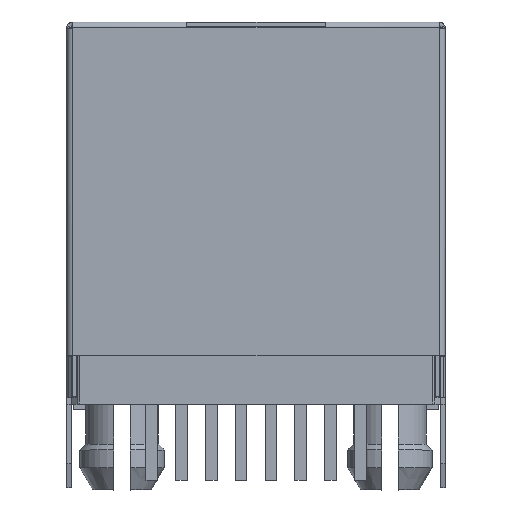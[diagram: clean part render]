
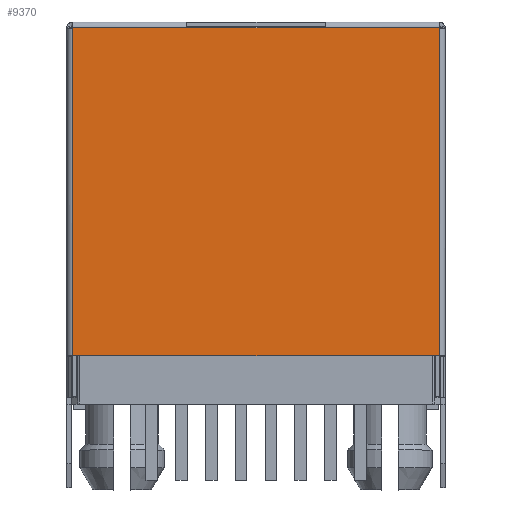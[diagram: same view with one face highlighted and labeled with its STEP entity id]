
A CAD part, top view. The second image highlights one B-rep face of the part: STEP entity #9370.
In plain terms, the highlighted planar face has unit normal (0, 0, 1).
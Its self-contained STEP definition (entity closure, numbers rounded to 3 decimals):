
#32 = DIRECTION ( 'NONE',  ( 1., 0., 0. ) ) ;
#95 = VECTOR ( 'NONE', #3995, 1000. ) ;
#444 = CARTESIAN_POINT ( 'NONE',  ( 0., 0., 8.35 ) ) ;
#638 = DIRECTION ( 'NONE',  ( 0., -1., 0. ) ) ;
#995 = ORIENTED_EDGE ( 'NONE', *, *, #9085, .T. ) ;
#1168 = PLANE ( 'NONE',  #10246 ) ;
#2484 = VECTOR ( 'NONE', #8522, 1000. ) ;
#2793 = VERTEX_POINT ( 'NONE', #5279 ) ;
#2915 = LINE ( 'NONE', #3194, #7976 ) ;
#2989 = VERTEX_POINT ( 'NONE', #7445 ) ;
#3194 = CARTESIAN_POINT ( 'NONE',  ( -7.825, -0.25, 8.35 ) ) ;
#3384 = LINE ( 'NONE', #7611, #7924 ) ;
#3576 = CARTESIAN_POINT ( 'NONE',  ( -2.95, -0.25, 8.35 ) ) ;
#3696 = DIRECTION ( 'NONE',  ( 0., 0., -1. ) ) ;
#3839 = LINE ( 'NONE', #5667, #8638 ) ;
#3995 = DIRECTION ( 'NONE',  ( -1., 0., 0. ) ) ;
#4073 = CARTESIAN_POINT ( 'NONE',  ( 8.075, -14.25, 8.35 ) ) ;
#4243 = CARTESIAN_POINT ( 'NONE',  ( 2.95, -0.25, 8.35 ) ) ;
#5277 = DIRECTION ( 'NONE',  ( 1., 0., 0. ) ) ;
#5279 = CARTESIAN_POINT ( 'NONE',  ( -7.825, -0.25, 8.35 ) ) ;
#5582 = EDGE_CURVE ( 'NONE', #8640, #8877, #3384, .T. ) ;
#5667 = CARTESIAN_POINT ( 'NONE',  ( 8.075, -0.25, 8.35 ) ) ;
#6247 = LINE ( 'NONE', #4073, #95 ) ;
#6250 = ORIENTED_EDGE ( 'NONE', *, *, #10869, .F. ) ;
#6281 = CARTESIAN_POINT ( 'NONE',  ( 7.825, -0.25, 8.35 ) ) ;
#6466 = LINE ( 'NONE', #10851, #2484 ) ;
#6519 = FACE_OUTER_BOUND ( 'NONE', #8961, .T. ) ;
#6973 = CARTESIAN_POINT ( 'NONE',  ( -2.95, -0.25, 8.35 ) ) ;
#7048 = EDGE_CURVE ( 'NONE', #2989, #8877, #6466, .T. ) ;
#7238 = ORIENTED_EDGE ( 'NONE', *, *, #8322, .F. ) ;
#7445 = CARTESIAN_POINT ( 'NONE',  ( 7.825, -14.25, 8.35 ) ) ;
#7611 = CARTESIAN_POINT ( 'NONE',  ( 8.075, -0.25, 8.35 ) ) ;
#7874 = EDGE_CURVE ( 'NONE', #2989, #10601, #6247, .T. ) ;
#7924 = VECTOR ( 'NONE', #32, 1000. ) ;
#7976 = VECTOR ( 'NONE', #638, 1000. ) ;
#8269 = ORIENTED_EDGE ( 'NONE', *, *, #7874, .F. ) ;
#8322 = EDGE_CURVE ( 'NONE', #2793, #9838, #3839, .T. ) ;
#8354 = LINE ( 'NONE', #3576, #10117 ) ;
#8522 = DIRECTION ( 'NONE',  ( 0., 1., 0. ) ) ;
#8638 = VECTOR ( 'NONE', #10698, 1000. ) ;
#8640 = VERTEX_POINT ( 'NONE', #4243 ) ;
#8845 = DIRECTION ( 'NONE',  ( 0., 1., 0. ) ) ;
#8877 = VERTEX_POINT ( 'NONE', #6281 ) ;
#8961 = EDGE_LOOP ( 'NONE', ( #995, #8269, #9421, #9119, #6250, #7238 ) ) ;
#9085 = EDGE_CURVE ( 'NONE', #2793, #10601, #2915, .T. ) ;
#9119 = ORIENTED_EDGE ( 'NONE', *, *, #5582, .F. ) ;
#9370 = ADVANCED_FACE ( 'NONE', ( #6519 ), #1168, .F. ) ;
#9421 = ORIENTED_EDGE ( 'NONE', *, *, #7048, .T. ) ;
#9838 = VERTEX_POINT ( 'NONE', #6973 ) ;
#10117 = VECTOR ( 'NONE', #5277, 1000. ) ;
#10246 = AXIS2_PLACEMENT_3D ( 'NONE', #444, #3696, #8845 ) ;
#10601 = VERTEX_POINT ( 'NONE', #10871 ) ;
#10698 = DIRECTION ( 'NONE',  ( 1., 0., 0. ) ) ;
#10851 = CARTESIAN_POINT ( 'NONE',  ( 7.825, -14.25, 8.35 ) ) ;
#10869 = EDGE_CURVE ( 'NONE', #9838, #8640, #8354, .T. ) ;
#10871 = CARTESIAN_POINT ( 'NONE',  ( -7.825, -14.25, 8.35 ) ) ;
